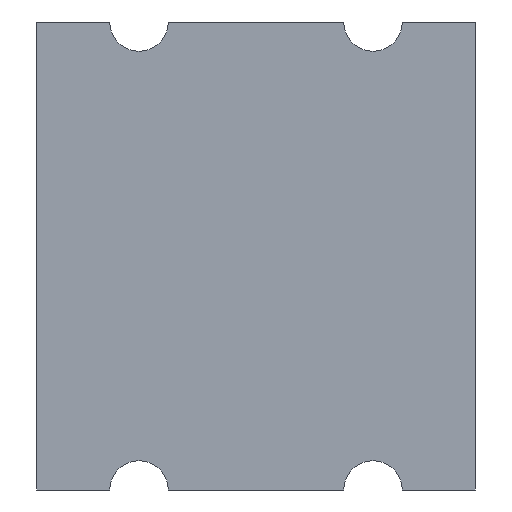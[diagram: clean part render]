
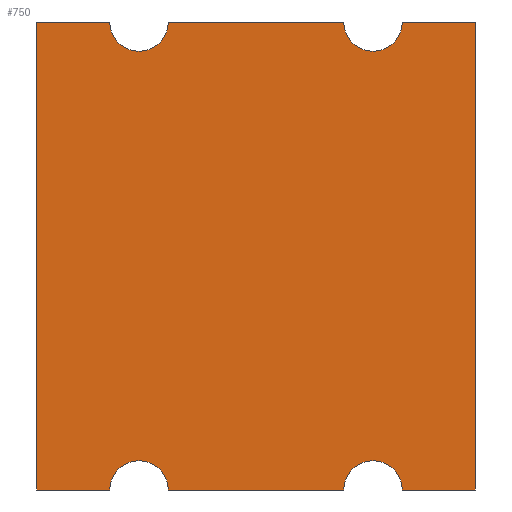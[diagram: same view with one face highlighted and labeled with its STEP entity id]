
A CAD part, front view. The second image highlights one B-rep face of the part: STEP entity #750.
In plain terms, the highlighted planar face has unit normal (0, -1, 0).
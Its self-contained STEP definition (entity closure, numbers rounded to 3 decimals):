
#10 = DIRECTION ( 'NONE',  ( 0., 0., 1. ) ) ;
#13 = DIRECTION ( 'NONE',  ( -1., 0., 0. ) ) ;
#17 = EDGE_CURVE ( 'NONE', #929, #29, #1217, .T. ) ;
#24 = DIRECTION ( 'NONE',  ( 0., 0., -1. ) ) ;
#29 = VERTEX_POINT ( 'NONE', #660 ) ;
#37 = CIRCLE ( 'NONE', #90, 0.1 ) ;
#42 = CARTESIAN_POINT ( 'NONE',  ( 0.4, 0., -0.8 ) ) ;
#47 = CARTESIAN_POINT ( 'NONE',  ( -0.75, 0., 0.55 ) ) ;
#49 = CARTESIAN_POINT ( 'NONE',  ( 0.5, 0., 0.8 ) ) ;
#51 = CARTESIAN_POINT ( 'NONE',  ( 0.5, 0., -0.8 ) ) ;
#56 = VECTOR ( 'NONE', #531, 1000. ) ;
#64 = ORIENTED_EDGE ( 'NONE', *, *, #539, .F. ) ;
#72 = AXIS2_PLACEMENT_3D ( 'NONE', #568, #956, #859 ) ;
#74 = VERTEX_POINT ( 'NONE', #49 ) ;
#78 = DIRECTION ( 'NONE',  ( 0., 0., 1. ) ) ;
#90 = AXIS2_PLACEMENT_3D ( 'NONE', #1168, #292, #668 ) ;
#92 = CARTESIAN_POINT ( 'NONE',  ( -0.4, 0., -0.7 ) ) ;
#94 = ORIENTED_EDGE ( 'NONE', *, *, #980, .F. ) ;
#97 = ORIENTED_EDGE ( 'NONE', *, *, #1191, .T. ) ;
#104 = CARTESIAN_POINT ( 'NONE',  ( -0.3, 0., 0.8 ) ) ;
#127 = CARTESIAN_POINT ( 'NONE',  ( -0.75, 0., -0.8 ) ) ;
#142 = CARTESIAN_POINT ( 'NONE',  ( 0.3, 0., -0.8 ) ) ;
#161 = FACE_OUTER_BOUND ( 'NONE', #485, .T. ) ;
#163 = LINE ( 'NONE', #536, #984 ) ;
#174 = CARTESIAN_POINT ( 'NONE',  ( 0.75, 0., -0.8 ) ) ;
#179 = ORIENTED_EDGE ( 'NONE', *, *, #457, .T. ) ;
#192 = VERTEX_POINT ( 'NONE', #499 ) ;
#197 = CARTESIAN_POINT ( 'NONE',  ( 0.75, 0., 0.8 ) ) ;
#209 = CARTESIAN_POINT ( 'NONE',  ( -0.75, 0., -0.8 ) ) ;
#219 = VECTOR ( 'NONE', #13, 1000. ) ;
#227 = VERTEX_POINT ( 'NONE', #47 ) ;
#231 = CARTESIAN_POINT ( 'NONE',  ( -0.5, 0., -0.8 ) ) ;
#244 = VECTOR ( 'NONE', #261, 1000. ) ;
#246 = EDGE_CURVE ( 'NONE', #1110, #797, #163, .T. ) ;
#252 = EDGE_CURVE ( 'NONE', #380, #817, #837, .T. ) ;
#261 = DIRECTION ( 'NONE',  ( -1., 0., 0. ) ) ;
#276 = LINE ( 'NONE', #934, #1087 ) ;
#291 = ORIENTED_EDGE ( 'NONE', *, *, #17, .T. ) ;
#292 = DIRECTION ( 'NONE',  ( 0., 1., 0. ) ) ;
#297 = AXIS2_PLACEMENT_3D ( 'NONE', #455, #840, #1043 ) ;
#305 = LINE ( 'NONE', #127, #1066 ) ;
#309 = DIRECTION ( 'NONE',  ( 0., 1., 0. ) ) ;
#320 = AXIS2_PLACEMENT_3D ( 'NONE', #680, #309, #472 ) ;
#326 = ORIENTED_EDGE ( 'NONE', *, *, #599, .F. ) ;
#335 = CARTESIAN_POINT ( 'NONE',  ( -0.75, 0., -0.8 ) ) ;
#339 = VERTEX_POINT ( 'NONE', #1230 ) ;
#363 = CARTESIAN_POINT ( 'NONE',  ( 0., 0., 0. ) ) ;
#371 = ORIENTED_EDGE ( 'NONE', *, *, #1147, .F. ) ;
#380 = VERTEX_POINT ( 'NONE', #1053 ) ;
#386 = EDGE_CURVE ( 'NONE', #839, #1069, #856, .T. ) ;
#399 = CARTESIAN_POINT ( 'NONE',  ( -0.75, 0., -0.55 ) ) ;
#415 = LINE ( 'NONE', #707, #557 ) ;
#455 = CARTESIAN_POINT ( 'NONE',  ( -0.4, 0., -0.8 ) ) ;
#457 = EDGE_CURVE ( 'NONE', #601, #706, #580, .T. ) ;
#458 = ORIENTED_EDGE ( 'NONE', *, *, #1112, .F. ) ;
#459 = CARTESIAN_POINT ( 'NONE',  ( 0.3, 0., 0.8 ) ) ;
#465 = EDGE_CURVE ( 'NONE', #74, #1110, #893, .T. ) ;
#472 = DIRECTION ( 'NONE',  ( 0., 0., 1. ) ) ;
#485 = EDGE_LOOP ( 'NONE', ( #823, #1095, #291, #94, #179, #664, #326, #507, #857, #573, #567, #749, #371, #97, #810, #458, #64, #1214 ) ) ;
#487 = EDGE_CURVE ( 'NONE', #797, #839, #780, .T. ) ;
#490 = DIRECTION ( 'NONE',  ( 1., 0., 0. ) ) ;
#498 = DIRECTION ( 'NONE',  ( 0., 0., 1. ) ) ;
#499 = CARTESIAN_POINT ( 'NONE',  ( -0.75, 0., 0.8 ) ) ;
#507 = ORIENTED_EDGE ( 'NONE', *, *, #386, .F. ) ;
#514 = DIRECTION ( 'NONE',  ( 1., 0., 0. ) ) ;
#517 = AXIS2_PLACEMENT_3D ( 'NONE', #42, #1080, #586 ) ;
#522 = VERTEX_POINT ( 'NONE', #51 ) ;
#531 = DIRECTION ( 'NONE',  ( 0., 0., 1. ) ) ;
#536 = CARTESIAN_POINT ( 'NONE',  ( 0.75, 0., -0.8 ) ) ;
#539 = EDGE_CURVE ( 'NONE', #817, #227, #305, .T. ) ;
#557 = VECTOR ( 'NONE', #514, 1000. ) ;
#560 = VECTOR ( 'NONE', #490, 1000. ) ;
#561 = AXIS2_PLACEMENT_3D ( 'NONE', #363, #627, #78 ) ;
#567 = ORIENTED_EDGE ( 'NONE', *, *, #465, .F. ) ;
#568 = CARTESIAN_POINT ( 'NONE',  ( 0.4, 0., -0.8 ) ) ;
#573 = ORIENTED_EDGE ( 'NONE', *, *, #246, .F. ) ;
#579 = LINE ( 'NONE', #209, #654 ) ;
#580 = CIRCLE ( 'NONE', #517, 0.1 ) ;
#586 = DIRECTION ( 'NONE',  ( 0., 0., 1. ) ) ;
#599 = EDGE_CURVE ( 'NONE', #1069, #522, #911, .T. ) ;
#601 = VERTEX_POINT ( 'NONE', #142 ) ;
#621 = CARTESIAN_POINT ( 'NONE',  ( -0.75, 0., -0.8 ) ) ;
#624 = VERTEX_POINT ( 'NONE', #459 ) ;
#627 = DIRECTION ( 'NONE',  ( 0., 1., 0. ) ) ;
#630 = CARTESIAN_POINT ( 'NONE',  ( 0.75, 0., 0.55 ) ) ;
#637 = PLANE ( 'NONE',  #561 ) ;
#651 = DIRECTION ( 'NONE',  ( 1., 0., 0. ) ) ;
#654 = VECTOR ( 'NONE', #775, 1000. ) ;
#659 = EDGE_CURVE ( 'NONE', #706, #522, #905, .T. ) ;
#660 = CARTESIAN_POINT ( 'NONE',  ( -0.3, 0., -0.8 ) ) ;
#664 = ORIENTED_EDGE ( 'NONE', *, *, #659, .T. ) ;
#668 = DIRECTION ( 'NONE',  ( 0., 0., 1. ) ) ;
#673 = CARTESIAN_POINT ( 'NONE',  ( -0.75, 0., 0.8 ) ) ;
#680 = CARTESIAN_POINT ( 'NONE',  ( -0.4, 0., 0.8 ) ) ;
#688 = CARTESIAN_POINT ( 'NONE',  ( 0.75, 0., -0.8 ) ) ;
#706 = VERTEX_POINT ( 'NONE', #932 ) ;
#707 = CARTESIAN_POINT ( 'NONE',  ( -0.75, 0., 0.8 ) ) ;
#734 = EDGE_CURVE ( 'NONE', #802, #380, #916, .T. ) ;
#738 = CARTESIAN_POINT ( 'NONE',  ( -0.75, 0., -0.8 ) ) ;
#741 = CIRCLE ( 'NONE', #320, 0.1 ) ;
#749 = ORIENTED_EDGE ( 'NONE', *, *, #1093, .T. ) ;
#750 = ADVANCED_FACE ( 'NONE', ( #161 ), #637, .F. ) ;
#757 = DIRECTION ( 'NONE',  ( 0., 1., 0. ) ) ;
#764 = VECTOR ( 'NONE', #1014, 1000. ) ;
#775 = DIRECTION ( 'NONE',  ( 0., 0., 1. ) ) ;
#780 = LINE ( 'NONE', #688, #1114 ) ;
#785 = CARTESIAN_POINT ( 'NONE',  ( 0.75, 0., -0.8 ) ) ;
#797 = VERTEX_POINT ( 'NONE', #630 ) ;
#802 = VERTEX_POINT ( 'NONE', #231 ) ;
#810 = ORIENTED_EDGE ( 'NONE', *, *, #999, .F. ) ;
#817 = VERTEX_POINT ( 'NONE', #399 ) ;
#823 = ORIENTED_EDGE ( 'NONE', *, *, #734, .F. ) ;
#837 = LINE ( 'NONE', #335, #56 ) ;
#839 = VERTEX_POINT ( 'NONE', #1176 ) ;
#840 = DIRECTION ( 'NONE',  ( 0., 1., 0. ) ) ;
#856 = LINE ( 'NONE', #174, #1198 ) ;
#857 = ORIENTED_EDGE ( 'NONE', *, *, #487, .F. ) ;
#859 = DIRECTION ( 'NONE',  ( 0., 0., 1. ) ) ;
#877 = AXIS2_PLACEMENT_3D ( 'NONE', #1050, #757, #10 ) ;
#893 = LINE ( 'NONE', #673, #560 ) ;
#905 = CIRCLE ( 'NONE', #72, 0.1 ) ;
#911 = LINE ( 'NONE', #621, #764 ) ;
#916 = LINE ( 'NONE', #1229, #244 ) ;
#929 = VERTEX_POINT ( 'NONE', #92 ) ;
#932 = CARTESIAN_POINT ( 'NONE',  ( 0.4, 0., -0.7 ) ) ;
#934 = CARTESIAN_POINT ( 'NONE',  ( -0.75, 0., 0.8 ) ) ;
#956 = DIRECTION ( 'NONE',  ( 0., 1., 0. ) ) ;
#976 = DIRECTION ( 'NONE',  ( 0., 0., -1. ) ) ;
#980 = EDGE_CURVE ( 'NONE', #601, #29, #1149, .T. ) ;
#984 = VECTOR ( 'NONE', #1210, 1000. ) ;
#999 = EDGE_CURVE ( 'NONE', #192, #339, #276, .T. ) ;
#1014 = DIRECTION ( 'NONE',  ( -1., 0., 0. ) ) ;
#1018 = EDGE_CURVE ( 'NONE', #802, #929, #1155, .T. ) ;
#1043 = DIRECTION ( 'NONE',  ( 0., 0., 1. ) ) ;
#1050 = CARTESIAN_POINT ( 'NONE',  ( -0.4, 0., -0.8 ) ) ;
#1053 = CARTESIAN_POINT ( 'NONE',  ( -0.75, 0., -0.8 ) ) ;
#1066 = VECTOR ( 'NONE', #498, 1000. ) ;
#1069 = VERTEX_POINT ( 'NONE', #785 ) ;
#1080 = DIRECTION ( 'NONE',  ( 0., 1., 0. ) ) ;
#1087 = VECTOR ( 'NONE', #651, 1000. ) ;
#1088 = VERTEX_POINT ( 'NONE', #104 ) ;
#1093 = EDGE_CURVE ( 'NONE', #74, #624, #37, .T. ) ;
#1095 = ORIENTED_EDGE ( 'NONE', *, *, #1018, .T. ) ;
#1110 = VERTEX_POINT ( 'NONE', #197 ) ;
#1112 = EDGE_CURVE ( 'NONE', #227, #192, #579, .T. ) ;
#1114 = VECTOR ( 'NONE', #976, 1000. ) ;
#1147 = EDGE_CURVE ( 'NONE', #1088, #624, #415, .T. ) ;
#1149 = LINE ( 'NONE', #738, #219 ) ;
#1155 = CIRCLE ( 'NONE', #297, 0.1 ) ;
#1168 = CARTESIAN_POINT ( 'NONE',  ( 0.4, 0., 0.8 ) ) ;
#1176 = CARTESIAN_POINT ( 'NONE',  ( 0.75, 0., -0.55 ) ) ;
#1191 = EDGE_CURVE ( 'NONE', #1088, #339, #741, .T. ) ;
#1198 = VECTOR ( 'NONE', #24, 1000. ) ;
#1210 = DIRECTION ( 'NONE',  ( 0., 0., -1. ) ) ;
#1214 = ORIENTED_EDGE ( 'NONE', *, *, #252, .F. ) ;
#1217 = CIRCLE ( 'NONE', #877, 0.1 ) ;
#1229 = CARTESIAN_POINT ( 'NONE',  ( -0.75, 0., -0.8 ) ) ;
#1230 = CARTESIAN_POINT ( 'NONE',  ( -0.5, 0., 0.8 ) ) ;
